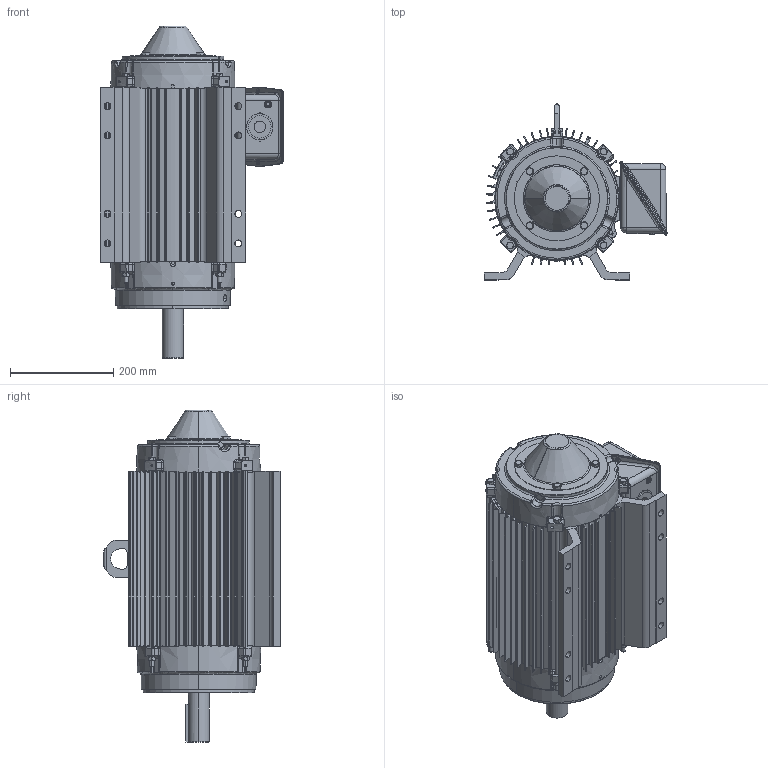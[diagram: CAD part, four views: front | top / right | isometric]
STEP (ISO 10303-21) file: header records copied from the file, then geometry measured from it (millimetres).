
FILE_DESCRIPTION (( 'STEP AP214' ), '1' );
FILE_NAME ('SS330123-1325_Rev3 r1.STEP', '2022-01-06T16:30:41', ( '' ), ( '' ), 'SwSTEP 2.0', 'SolidWorks 2017', '' );
FILE_SCHEMA (( 'AUTOMOTIVE_DESIGN' ));
Length unit declared in the file: inch
Products named in the file (1): SS330123-1325_Rev3 r1
Bounding box: 356.56 x 341.77 x 644.44 mm (x, y, z)
Volume: 6074752.5 mm3; surface area: 1950087.8 mm2
Topology: 30 solids, 30 shells, 2963 faces, 7482 edges, 4452 vertices
Faces by surface type: bspline 1012, cylinder 952, plane 688, cone 311
Entity records: 136669 total; most frequent: CARTESIAN_POINT 71899, ORIENTED_EDGE 14594, DIRECTION 12290, EDGE_CURVE 7297, AXIS2_PLACEMENT_3D 4881, VERTEX_POINT 4452, EDGE_LOOP 3135, ADVANCED_FACE 2963
